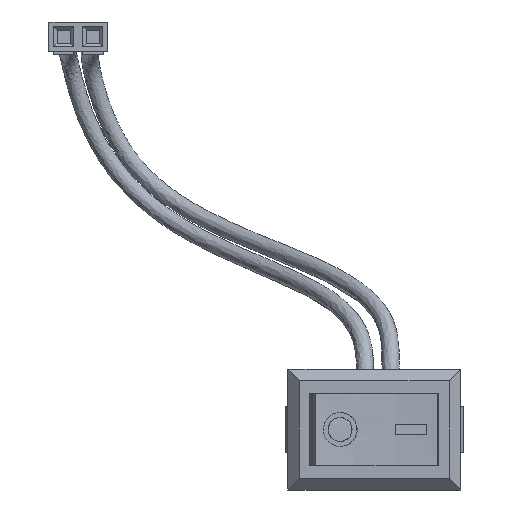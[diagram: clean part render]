
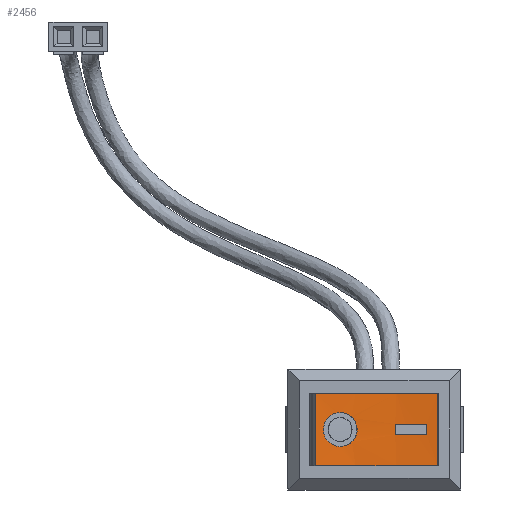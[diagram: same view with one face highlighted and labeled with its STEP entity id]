
A CAD part, front view. The second image highlights one B-rep face of the part: STEP entity #2456.
In plain terms, the highlighted cylindrical face has radius 38.556 mm (diameter 77.111 mm), a partial arc.
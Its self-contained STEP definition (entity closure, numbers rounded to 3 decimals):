
#31=FACE_BOUND('',#507,.T.);
#32=FACE_BOUND('',#508,.T.);
#164=B_SPLINE_CURVE_WITH_KNOTS('',3,(#4239,#4240,#4241,#4242,#4243,#4244,
#4245,#4246,#4247,#4248),.UNSPECIFIED.,.F.,.F.,(4,2,2,2,4),(0.,0.056,
0.111,0.167,0.223),.UNSPECIFIED.);
#165=B_SPLINE_CURVE_WITH_KNOTS('',3,(#4249,#4250,#4251,#4252,#4253,#4254,
#4255,#4256,#4257,#4258,#4259,#4260,#4261,#4262,#4263,#4264,#4265,#4266,
#4267,#4268,#4269,#4270,#4271,#4272,#4273,#4274),.UNSPECIFIED.,.F.,.F.,
(4,2,2,2,2,2,2,2,2,2,2,2,4),(0.223,0.279,0.335,
0.391,0.447,0.502,0.558,
0.614,0.67,0.726,0.782,
0.838,0.893),.UNSPECIFIED.);
#364=FACE_OUTER_BOUND('',#506,.T.);
#506=EDGE_LOOP('',(#2064,#2065,#2066,#2067));
#507=EDGE_LOOP('',(#2068,#2069,#2070,#2071));
#508=EDGE_LOOP('',(#2072,#2073));
#731=LINE('',#4290,#1032);
#736=LINE('',#4301,#1037);
#738=LINE('',#4307,#1039);
#739=LINE('',#4311,#1040);
#1032=VECTOR('',#3004,10.);
#1037=VECTOR('',#3015,10.);
#1039=VECTOR('',#3021,10.);
#1040=VECTOR('',#3024,10.);
#1193=CIRCLE('',#2622,38.556);
#1194=CIRCLE('',#2625,38.556);
#1195=CIRCLE('',#2629,38.556);
#1196=CIRCLE('',#2630,38.556);
#1296=VERTEX_POINT('',#4237);
#1297=VERTEX_POINT('',#4238);
#1299=VERTEX_POINT('',#4280);
#1300=VERTEX_POINT('',#4281);
#1303=VERTEX_POINT('',#4289);
#1305=VERTEX_POINT('',#4295);
#1307=VERTEX_POINT('',#4305);
#1308=VERTEX_POINT('',#4306);
#1309=VERTEX_POINT('',#4308);
#1310=VERTEX_POINT('',#4310);
#1562=EDGE_CURVE('',#1296,#1297,#164,.T.);
#1563=EDGE_CURVE('',#1297,#1296,#165,.T.);
#1566=EDGE_CURVE('',#1299,#1300,#1193,.T.);
#1570=EDGE_CURVE('',#1300,#1303,#731,.T.);
#1573=EDGE_CURVE('',#1303,#1305,#1194,.T.);
#1576=EDGE_CURVE('',#1305,#1299,#736,.T.);
#1578=EDGE_CURVE('',#1307,#1308,#738,.T.);
#1579=EDGE_CURVE('',#1309,#1308,#1195,.T.);
#1580=EDGE_CURVE('',#1309,#1310,#739,.T.);
#1581=EDGE_CURVE('',#1307,#1310,#1196,.T.);
#2064=ORIENTED_EDGE('',*,*,#1578,.T.);
#2065=ORIENTED_EDGE('',*,*,#1579,.F.);
#2066=ORIENTED_EDGE('',*,*,#1580,.T.);
#2067=ORIENTED_EDGE('',*,*,#1581,.F.);
#2068=ORIENTED_EDGE('',*,*,#1573,.T.);
#2069=ORIENTED_EDGE('',*,*,#1576,.T.);
#2070=ORIENTED_EDGE('',*,*,#1566,.T.);
#2071=ORIENTED_EDGE('',*,*,#1570,.T.);
#2072=ORIENTED_EDGE('',*,*,#1562,.T.);
#2073=ORIENTED_EDGE('',*,*,#1563,.T.);
#2380=CYLINDRICAL_SURFACE('',#2628,38.556);
#2456=ADVANCED_FACE('',(#364,#31,#32),#2380,.F.);
#2622=AXIS2_PLACEMENT_3D('',#4282,#2997,#2998);
#2625=AXIS2_PLACEMENT_3D('',#4296,#3009,#3010);
#2628=AXIS2_PLACEMENT_3D('',#4304,#3019,#3020);
#2629=AXIS2_PLACEMENT_3D('',#4309,#3022,#3023);
#2630=AXIS2_PLACEMENT_3D('',#4312,#3025,#3026);
#2997=DIRECTION('center_axis',(1.,0.,0.));
#2998=DIRECTION('ref_axis',(0.,-0.999,-0.051));
#3004=DIRECTION('',(1.,0.,0.));
#3009=DIRECTION('center_axis',(-1.,0.,0.));
#3010=DIRECTION('ref_axis',(0.,-0.999,-0.051));
#3015=DIRECTION('',(-1.,0.,0.));
#3019=DIRECTION('center_axis',(-1.,0.,0.));
#3020=DIRECTION('ref_axis',(0.,-0.999,-0.051));
#3021=DIRECTION('',(-1.,0.,0.));
#3022=DIRECTION('center_axis',(1.,0.,0.));
#3023=DIRECTION('ref_axis',(0.,-0.999,-0.051));
#3024=DIRECTION('',(1.,0.,0.));
#3025=DIRECTION('center_axis',(-1.,0.,0.));
#3026=DIRECTION('ref_axis',(0.,-0.999,-0.051));
#4237=CARTESIAN_POINT('',(0.,11.15,4.418));
#4238=CARTESIAN_POINT('',(-1.48,10.873,2.957));
#4239=CARTESIAN_POINT('Ctrl Pts',(0.,11.15,
4.418));
#4240=CARTESIAN_POINT('Ctrl Pts',(-0.186,11.15,4.418));
#4241=CARTESIAN_POINT('Ctrl Pts',(-0.384,11.142,4.381));
#4242=CARTESIAN_POINT('Ctrl Pts',(-0.748,11.112,4.233));
#4243=CARTESIAN_POINT('Ctrl Pts',(-0.914,11.089,4.121));
#4244=CARTESIAN_POINT('Ctrl Pts',(-1.177,11.037,3.862));
#4245=CARTESIAN_POINT('Ctrl Pts',(-1.291,11.005,3.697));
#4246=CARTESIAN_POINT('Ctrl Pts',(-1.443,10.939,3.337));
#4247=CARTESIAN_POINT('Ctrl Pts',(-1.48,10.904,3.141));
#4248=CARTESIAN_POINT('Ctrl Pts',(-1.48,10.873,2.957));
#4249=CARTESIAN_POINT('Ctrl Pts',(-1.48,10.873,2.957));
#4250=CARTESIAN_POINT('Ctrl Pts',(-1.48,10.842,2.773));
#4251=CARTESIAN_POINT('Ctrl Pts',(-1.443,10.81,2.577));
#4252=CARTESIAN_POINT('Ctrl Pts',(-1.292,10.754,2.216));
#4253=CARTESIAN_POINT('Ctrl Pts',(-1.178,10.73,2.051));
#4254=CARTESIAN_POINT('Ctrl Pts',(-0.915,10.693,1.79));
#4255=CARTESIAN_POINT('Ctrl Pts',(-0.748,10.677,1.677));
#4256=CARTESIAN_POINT('Ctrl Pts',(-0.384,10.657,1.527));
#4257=CARTESIAN_POINT('Ctrl Pts',(-0.186,10.653,1.491));
#4258=CARTESIAN_POINT('Ctrl Pts',(0.186,10.653,1.491));
#4259=CARTESIAN_POINT('Ctrl Pts',(0.384,10.657,1.527));
#4260=CARTESIAN_POINT('Ctrl Pts',(0.748,10.677,1.677));
#4261=CARTESIAN_POINT('Ctrl Pts',(0.915,10.693,1.79));
#4262=CARTESIAN_POINT('Ctrl Pts',(1.178,10.73,2.051));
#4263=CARTESIAN_POINT('Ctrl Pts',(1.292,10.754,2.216));
#4264=CARTESIAN_POINT('Ctrl Pts',(1.443,10.81,2.577));
#4265=CARTESIAN_POINT('Ctrl Pts',(1.48,10.842,2.773));
#4266=CARTESIAN_POINT('Ctrl Pts',(1.48,10.904,3.141));
#4267=CARTESIAN_POINT('Ctrl Pts',(1.443,10.939,3.337));
#4268=CARTESIAN_POINT('Ctrl Pts',(1.291,11.005,3.697));
#4269=CARTESIAN_POINT('Ctrl Pts',(1.177,11.037,3.862));
#4270=CARTESIAN_POINT('Ctrl Pts',(0.914,11.089,4.121));
#4271=CARTESIAN_POINT('Ctrl Pts',(0.748,11.112,4.233));
#4272=CARTESIAN_POINT('Ctrl Pts',(0.384,11.142,4.381));
#4273=CARTESIAN_POINT('Ctrl Pts',(0.186,11.15,4.418));
#4274=CARTESIAN_POINT('Ctrl Pts',(0.,11.15,
4.418));
#4280=CARTESIAN_POINT('',(-0.466,10.365,-1.812));
#4281=CARTESIAN_POINT('',(-0.466,10.343,-4.549));
#4282=CARTESIAN_POINT('Origin',(-0.466,48.884,-3.5));
#4289=CARTESIAN_POINT('',(0.466,10.343,-4.549));
#4290=CARTESIAN_POINT('',(0.,10.343,-4.549));
#4295=CARTESIAN_POINT('',(0.466,10.365,-1.812));
#4296=CARTESIAN_POINT('Origin',(0.466,48.884,-3.5));
#4301=CARTESIAN_POINT('',(0.,10.365,-1.812));
#4304=CARTESIAN_POINT('Origin',(0.,48.884,-3.5));
#4305=CARTESIAN_POINT('',(3.125,10.379,-5.482));
#4306=CARTESIAN_POINT('',(-3.125,10.379,-5.482));
#4307=CARTESIAN_POINT('',(0.,10.379,-5.482));
#4308=CARTESIAN_POINT('',(-3.125,11.307,5.131));
#4309=CARTESIAN_POINT('Origin',(-3.125,48.884,-3.5));
#4310=CARTESIAN_POINT('',(3.125,11.307,5.131));
#4311=CARTESIAN_POINT('',(0.,11.307,5.131));
#4312=CARTESIAN_POINT('Origin',(3.125,48.884,-3.5));
